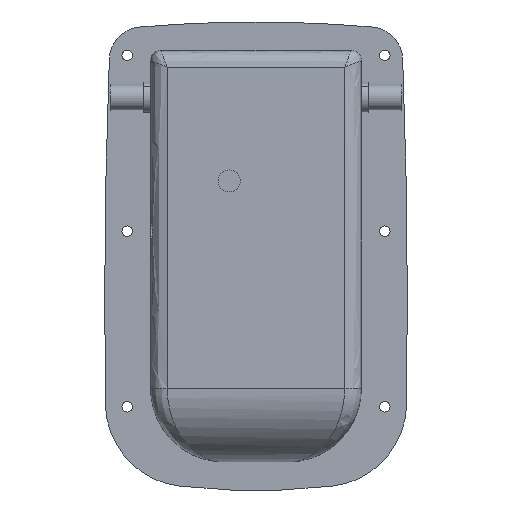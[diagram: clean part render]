
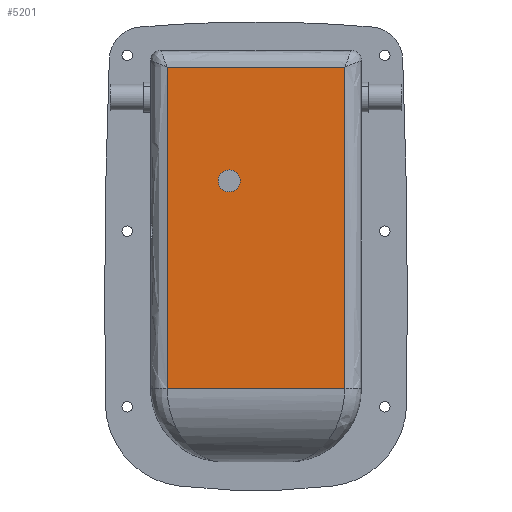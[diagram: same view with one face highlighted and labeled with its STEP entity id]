
A CAD part, left-side view. The second image highlights one B-rep face of the part: STEP entity #5201.
In plain terms, the highlighted face is planar.
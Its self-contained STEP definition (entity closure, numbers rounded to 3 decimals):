
#110 = VERTEX_POINT ( 'NONE', #4938 ) ;
#251 = FACE_BOUND ( 'NONE', #3701, .T. ) ;
#421 = EDGE_CURVE ( 'NONE', #2148, #7797, #4785, .T. ) ;
#665 = CIRCLE ( 'NONE', #1395, 6.6 ) ;
#708 = DIRECTION ( 'NONE',  ( 0., 0., 1. ) ) ;
#750 = PLANE ( 'NONE',  #8698 ) ;
#778 = VERTEX_POINT ( 'NONE', #4715 ) ;
#865 = CARTESIAN_POINT ( 'NONE',  ( 53., -46., -174. ) ) ;
#928 = EDGE_CURVE ( 'NONE', #10798, #778, #665, .T. ) ;
#964 = B_SPLINE_CURVE_WITH_KNOTS ( 'NONE', 3,
 ( #9619, #1187, #11500, #5917 ),
 .UNSPECIFIED., .F., .F.,
 ( 4, 4 ),
 ( 0.01, 0.202 ),
 .UNSPECIFIED. ) ;
#1187 = CARTESIAN_POINT ( 'NONE',  ( -53., -46., -46. ) ) ;
#1190 = ORIENTED_EDGE ( 'NONE', *, *, #1917, .T. ) ;
#1245 = B_SPLINE_CURVE_WITH_KNOTS ( 'NONE', 3,
 ( #11820, #9009, #3471, #9985 ),
 .UNSPECIFIED., .F., .F.,
 ( 4, 4 ),
 ( -0.386, -0.194 ),
 .UNSPECIFIED. ) ;
#1395 = AXIS2_PLACEMENT_3D ( 'NONE', #2283, #8814, #3231 ) ;
#1703 = DIRECTION ( 'NONE',  ( 0., 1., 0. ) ) ;
#1917 = EDGE_CURVE ( 'NONE', #7797, #11160, #1245, .T. ) ;
#2148 = VERTEX_POINT ( 'NONE', #6985 ) ;
#2283 = CARTESIAN_POINT ( 'NONE',  ( -16., -46., -50. ) ) ;
#2392 = B_SPLINE_CURVE_WITH_KNOTS ( 'NONE', 3,
 ( #7501, #10315, #4710, #11254 ),
 .UNSPECIFIED., .F., .F.,
 ( 4, 4 ),
 ( 0.01, 0.116 ),
 .UNSPECIFIED. ) ;
#3040 = FACE_OUTER_BOUND ( 'NONE', #9652, .T. ) ;
#3231 = DIRECTION ( 'NONE',  ( 0., 0., 1. ) ) ;
#3471 = CARTESIAN_POINT ( 'NONE',  ( 53., -46., -46. ) ) ;
#3550 = CARTESIAN_POINT ( 'NONE',  ( 63., -46., 28. ) ) ;
#3701 = EDGE_LOOP ( 'NONE', ( #3892, #8872 ) ) ;
#3892 = ORIENTED_EDGE ( 'NONE', *, *, #928, .T. ) ;
#4578 = EDGE_CURVE ( 'NONE', #778, #10798, #5550, .T. ) ;
#4710 = CARTESIAN_POINT ( 'NONE',  ( -17.667, -46., 18. ) ) ;
#4715 = CARTESIAN_POINT ( 'NONE',  ( -16., -46., -43.4 ) ) ;
#4785 = LINE ( 'NONE', #10291, #6975 ) ;
#4867 = CARTESIAN_POINT ( 'NONE',  ( 53., -46., 18. ) ) ;
#4938 = CARTESIAN_POINT ( 'NONE',  ( -53., -46., 18. ) ) ;
#5201 = ADVANCED_FACE ( 'NONE', ( #3040, #251 ), #750, .F. ) ;
#5550 = CIRCLE ( 'NONE', #11276, 6.6 ) ;
#5780 = CARTESIAN_POINT ( 'NONE',  ( -16., -46., -56.6 ) ) ;
#5917 = CARTESIAN_POINT ( 'NONE',  ( -53., -46., -174. ) ) ;
#6330 = DIRECTION ( 'NONE',  ( 0., 1., 0. ) ) ;
#6975 = VECTOR ( 'NONE', #8408, 1000. ) ;
#6985 = CARTESIAN_POINT ( 'NONE',  ( -53., -46., -174. ) ) ;
#7501 = CARTESIAN_POINT ( 'NONE',  ( 53., -46., 18. ) ) ;
#7797 = VERTEX_POINT ( 'NONE', #865 ) ;
#7855 = EDGE_CURVE ( 'NONE', #11160, #110, #2392, .T. ) ;
#7972 = ORIENTED_EDGE ( 'NONE', *, *, #9895, .T. ) ;
#8242 = DIRECTION ( 'NONE',  ( 0., 0., 1. ) ) ;
#8408 = DIRECTION ( 'NONE',  ( 1., 0., 0. ) ) ;
#8698 = AXIS2_PLACEMENT_3D ( 'NONE', #3550, #1703, #8242 ) ;
#8814 = DIRECTION ( 'NONE',  ( 0., 1., 0. ) ) ;
#8872 = ORIENTED_EDGE ( 'NONE', *, *, #4578, .T. ) ;
#9009 = CARTESIAN_POINT ( 'NONE',  ( 53., -46., -110. ) ) ;
#9619 = CARTESIAN_POINT ( 'NONE',  ( -53., -46., 18. ) ) ;
#9652 = EDGE_LOOP ( 'NONE', ( #9949, #7972, #10163, #1190 ) ) ;
#9895 = EDGE_CURVE ( 'NONE', #110, #2148, #964, .T. ) ;
#9949 = ORIENTED_EDGE ( 'NONE', *, *, #7855, .T. ) ;
#9985 = CARTESIAN_POINT ( 'NONE',  ( 53., -46., 18. ) ) ;
#10163 = ORIENTED_EDGE ( 'NONE', *, *, #421, .T. ) ;
#10291 = CARTESIAN_POINT ( 'NONE',  ( -75., -46., -174. ) ) ;
#10315 = CARTESIAN_POINT ( 'NONE',  ( 17.667, -46., 18. ) ) ;
#10798 = VERTEX_POINT ( 'NONE', #5780 ) ;
#11160 = VERTEX_POINT ( 'NONE', #4867 ) ;
#11254 = CARTESIAN_POINT ( 'NONE',  ( -53., -46., 18. ) ) ;
#11276 = AXIS2_PLACEMENT_3D ( 'NONE', #11905, #6330, #708 ) ;
#11500 = CARTESIAN_POINT ( 'NONE',  ( -53., -46., -110. ) ) ;
#11820 = CARTESIAN_POINT ( 'NONE',  ( 53., -46., -174. ) ) ;
#11905 = CARTESIAN_POINT ( 'NONE',  ( -16., -46., -50. ) ) ;
